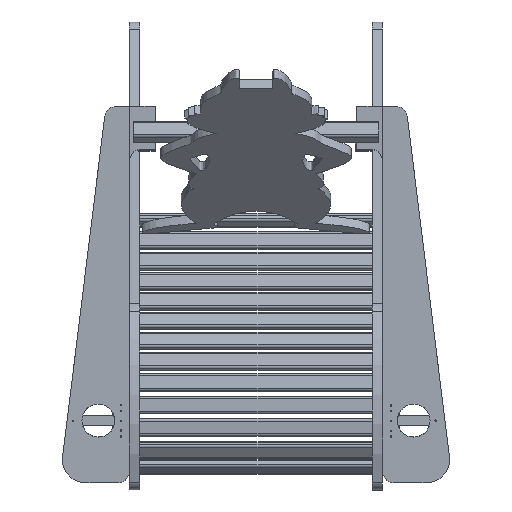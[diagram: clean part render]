
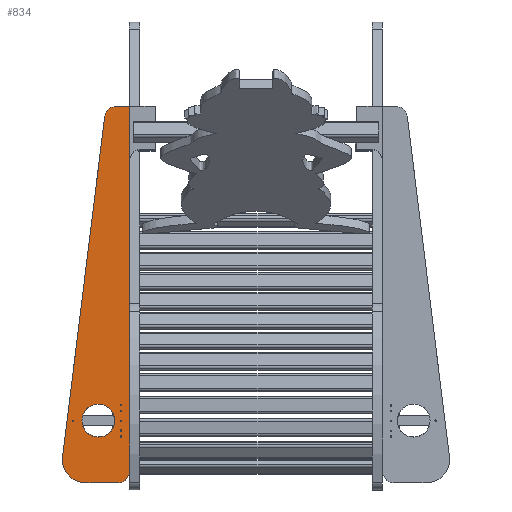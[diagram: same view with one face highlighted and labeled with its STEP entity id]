
A CAD part, top view. The second image highlights one B-rep face of the part: STEP entity #834.
In plain terms, the highlighted face is planar.
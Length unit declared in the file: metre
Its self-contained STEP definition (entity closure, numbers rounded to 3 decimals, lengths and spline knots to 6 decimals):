
#834 = ADVANCED_FACE( '', ( #1706, #1707, #1708, #1709, #1710, #1711, #1712, #1713 ), #1714, .T. );
#1706 = FACE_BOUND( '', #2841, .T. );
#1707 = FACE_BOUND( '', #2842, .T. );
#1708 = FACE_BOUND( '', #2843, .T. );
#1709 = FACE_BOUND( '', #2844, .T. );
#1710 = FACE_BOUND( '', #2845, .T. );
#1711 = FACE_BOUND( '', #2846, .T. );
#1712 = FACE_BOUND( '', #2847, .T. );
#1713 = FACE_OUTER_BOUND( '', #2848, .T. );
#1714 = PLANE( '', #2849 );
#2841 = EDGE_LOOP( '', ( #5512 ) );
#2842 = EDGE_LOOP( '', ( #5513 ) );
#2843 = EDGE_LOOP( '', ( #5514 ) );
#2844 = EDGE_LOOP( '', ( #5515 ) );
#2845 = EDGE_LOOP( '', ( #5516 ) );
#2846 = EDGE_LOOP( '', ( #5517 ) );
#2847 = EDGE_LOOP( '', ( #5518 ) );
#2848 = EDGE_LOOP( '', ( #5519, #5520, #5521, #5522, #5523, #5524, #5525 ) );
#2849 = AXIS2_PLACEMENT_3D( '', #5526, #5527, #5528 );
#5512 = ORIENTED_EDGE( '', *, *, #7945, .F. );
#5513 = ORIENTED_EDGE( '', *, *, #7946, .F. );
#5514 = ORIENTED_EDGE( '', *, *, #7947, .F. );
#5515 = ORIENTED_EDGE( '', *, *, #7948, .F. );
#5516 = ORIENTED_EDGE( '', *, *, #7949, .F. );
#5517 = ORIENTED_EDGE( '', *, *, #7914, .F. );
#5518 = ORIENTED_EDGE( '', *, *, #7950, .T. );
#5519 = ORIENTED_EDGE( '', *, *, #7951, .T. );
#5520 = ORIENTED_EDGE( '', *, *, #7952, .F. );
#5521 = ORIENTED_EDGE( '', *, *, #7953, .T. );
#5522 = ORIENTED_EDGE( '', *, *, #7954, .F. );
#5523 = ORIENTED_EDGE( '', *, *, #7955, .T. );
#5524 = ORIENTED_EDGE( '', *, *, #7956, .F. );
#5525 = ORIENTED_EDGE( '', *, *, #7957, .F. );
#5526 = CARTESIAN_POINT( '', ( -0.691, 0.035627, 0.505354 ) );
#5527 = DIRECTION( '', ( 0., 0., 1. ) );
#5528 = DIRECTION( '', ( -1., 0., 0. ) );
#7914 = EDGE_CURVE( '', #9577, #9577, #9578, .T. );
#7945 = EDGE_CURVE( '', #9635, #9635, #9636, .T. );
#7946 = EDGE_CURVE( '', #9637, #9637, #9638, .T. );
#7947 = EDGE_CURVE( '', #9639, #9639, #9640, .T. );
#7948 = EDGE_CURVE( '', #9641, #9641, #9642, .T. );
#7949 = EDGE_CURVE( '', #9643, #9643, #9644, .T. );
#7950 = EDGE_CURVE( '', #9645, #9645, #9646, .T. );
#7951 = EDGE_CURVE( '', #9647, #9648, #9649, .T. );
#7952 = EDGE_CURVE( '', #9650, #9648, #9651, .T. );
#7953 = EDGE_CURVE( '', #9650, #9652, #9653, .T. );
#7954 = EDGE_CURVE( '', #9654, #9652, #9655, .T. );
#7955 = EDGE_CURVE( '', #9654, #9656, #9657, .T. );
#7956 = EDGE_CURVE( '', #9658, #9656, #9659, .T. );
#7957 = EDGE_CURVE( '', #9647, #9658, #9660, .T. );
#9577 = VERTEX_POINT( '', #12078 );
#9578 = CIRCLE( '', #12079, 0.00175 );
#9635 = VERTEX_POINT( '', #12152 );
#9636 = CIRCLE( '', #12153, 0.00175 );
#9637 = VERTEX_POINT( '', #12154 );
#9638 = CIRCLE( '', #12155, 0.00175 );
#9639 = VERTEX_POINT( '', #12156 );
#9640 = CIRCLE( '', #12157, 0.00175 );
#9641 = VERTEX_POINT( '', #12158 );
#9642 = CIRCLE( '', #12159, 0.00175 );
#9643 = VERTEX_POINT( '', #12160 );
#9644 = CIRCLE( '', #12161, 0.00175 );
#9645 = VERTEX_POINT( '', #12162 );
#9646 = CIRCLE( '', #12163, 0.035 );
#9647 = VERTEX_POINT( '', #12164 );
#9648 = VERTEX_POINT( '', #12165 );
#9649 = LINE( '', #12166, #12167 );
#9650 = VERTEX_POINT( '', #12168 );
#9651 = ELLIPSE( '', #12169, 0.05, 0.05 );
#9652 = VERTEX_POINT( '', #12170 );
#9653 = LINE( '', #12171, #12172 );
#9654 = VERTEX_POINT( '', #12173 );
#9655 = ELLIPSE( '', #12174, 0.025, 0.025 );
#9656 = VERTEX_POINT( '', #12175 );
#9657 = LINE( '', #12176, #12177 );
#9658 = VERTEX_POINT( '', #12178 );
#9659 = LINE( '', #12179, #12180 );
#9660 = ELLIPSE( '', #12181, 0.025009, 0.025 );
#12078 = CARTESIAN_POINT( '', ( -0.634481, -0.591512, 0.505354 ) );
#12079 = AXIS2_PLACEMENT_3D( '', #14896, #14897, #14898 );
#12152 = CARTESIAN_POINT( '', ( -0.53225, -0.557849, 0.505354 ) );
#12153 = AXIS2_PLACEMENT_3D( '', #14957, #14958, #14959 );
#12154 = CARTESIAN_POINT( '', ( -0.53225, -0.569849, 0.505354 ) );
#12155 = AXIS2_PLACEMENT_3D( '', #14960, #14961, #14962 );
#12156 = CARTESIAN_POINT( '', ( -0.53225, -0.591305, 0.505354 ) );
#12157 = AXIS2_PLACEMENT_3D( '', #14963, #14964, #14965 );
#12158 = CARTESIAN_POINT( '', ( -0.53225, -0.612296, 0.505354 ) );
#12159 = AXIS2_PLACEMENT_3D( '', #14966, #14967, #14968 );
#12160 = CARTESIAN_POINT( '', ( -0.53225, -0.624296, 0.505354 ) );
#12161 = AXIS2_PLACEMENT_3D( '', #14969, #14970, #14971 );
#12162 = CARTESIAN_POINT( '', ( -0.617158, -0.590597, 0.505354 ) );
#12163 = AXIS2_PLACEMENT_3D( '', #14972, #14973, #14974 );
#12164 = CARTESIAN_POINT( '', ( -0.56872, 0.055748, 0.505354 ) );
#12165 = CARTESIAN_POINT( '', ( -0.658339, -0.666753, 0.505354 ) );
#12166 = CARTESIAN_POINT( '', ( -0.61929, -0.351936, 0.505354 ) );
#12167 = VECTOR( '', #14975, 1. );
#12168 = CARTESIAN_POINT( '', ( -0.60872, -0.722908, 0.505354 ) );
#12169 = AXIS2_PLACEMENT_3D( '', #14976, #14977, #14978 );
#12170 = CARTESIAN_POINT( '', ( -0.541, -0.722908, 0.505354 ) );
#12171 = CARTESIAN_POINT( '', ( -0.691, -0.722908, 0.505354 ) );
#12172 = VECTOR( '', #14979, 1. );
#12173 = CARTESIAN_POINT( '', ( -0.516, -0.697908, 0.505354 ) );
#12174 = AXIS2_PLACEMENT_3D( '', #14980, #14981, #14982 );
#12175 = CARTESIAN_POINT( '', ( -0.516, 0.07768, 0.505354 ) );
#12176 = CARTESIAN_POINT( '', ( -0.516, 0.035627, 0.505354 ) );
#12177 = VECTOR( '', #14983, 1. );
#12178 = CARTESIAN_POINT( '', ( -0.543908, 0.07768, 0.505354 ) );
#12179 = CARTESIAN_POINT( '', ( -0.691, 0.07768, 0.505354 ) );
#12180 = VECTOR( '', #14984, 1. );
#12181 = AXIS2_PLACEMENT_3D( '', #14985, #14986, #14987 );
#14896 = CARTESIAN_POINT( '', ( -0.636231, -0.591512, 0.505354 ) );
#14897 = DIRECTION( '', ( 0., 0., 1. ) );
#14898 = DIRECTION( '', ( 1., 0., 0. ) );
#14957 = CARTESIAN_POINT( '', ( -0.534, -0.557849, 0.505354 ) );
#14958 = DIRECTION( '', ( 0., 0., 1. ) );
#14959 = DIRECTION( '', ( 1., 0., 0. ) );
#14960 = CARTESIAN_POINT( '', ( -0.534, -0.569849, 0.505354 ) );
#14961 = DIRECTION( '', ( 0., 0., 1. ) );
#14962 = DIRECTION( '', ( 1., 0., 0. ) );
#14963 = CARTESIAN_POINT( '', ( -0.534, -0.591305, 0.505354 ) );
#14964 = DIRECTION( '', ( 0., 0., 1. ) );
#14965 = DIRECTION( '', ( 1., 0., 0. ) );
#14966 = CARTESIAN_POINT( '', ( -0.534, -0.612296, 0.505354 ) );
#14967 = DIRECTION( '', ( 0., 0., 1. ) );
#14968 = DIRECTION( '', ( 1., 0., 0. ) );
#14969 = CARTESIAN_POINT( '', ( -0.534, -0.624296, 0.505354 ) );
#14970 = DIRECTION( '', ( 0., 0., 1. ) );
#14971 = DIRECTION( '', ( 1., 0., 0. ) );
#14972 = CARTESIAN_POINT( '', ( -0.582158, -0.590597, 0.505354 ) );
#14973 = DIRECTION( '', ( 0., 0., -1. ) );
#14974 = DIRECTION( '', ( -1., 0., 0. ) );
#14975 = DIRECTION( '', ( -0.123, -0.992, 0. ) );
#14976 = CARTESIAN_POINT( '', ( -0.60872, -0.672908, 0.505354 ) );
#14977 = DIRECTION( '', ( 0., 0., -1. ) );
#14978 = DIRECTION( '', ( 0.123, 0.992, 0. ) );
#14979 = DIRECTION( '', ( 1., 0., 0. ) );
#14980 = CARTESIAN_POINT( '', ( -0.541, -0.697908, 0.505354 ) );
#14981 = DIRECTION( '', ( 0., 0., -1. ) );
#14982 = DIRECTION( '', ( 0., -1., 0. ) );
#14983 = DIRECTION( '', ( 0., 1., 0. ) );
#14984 = DIRECTION( '', ( 1., 0., 0. ) );
#14985 = CARTESIAN_POINT( '', ( -0.543911, 0.052671, 0.505354 ) );
#14986 = DIRECTION( '', ( 0., 0., -1. ) );
#14987 = DIRECTION( '', ( -0.123, -0.992, 0. ) );
